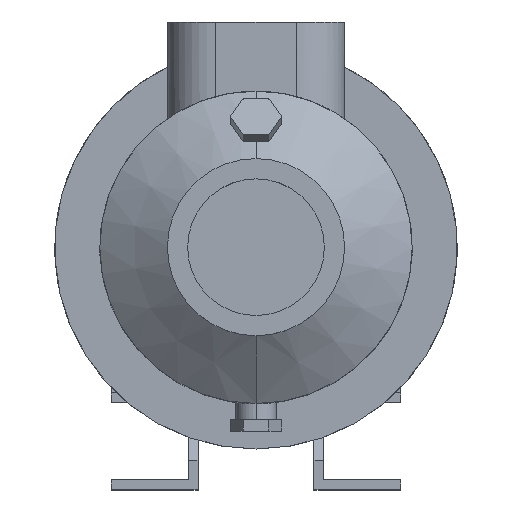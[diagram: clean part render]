
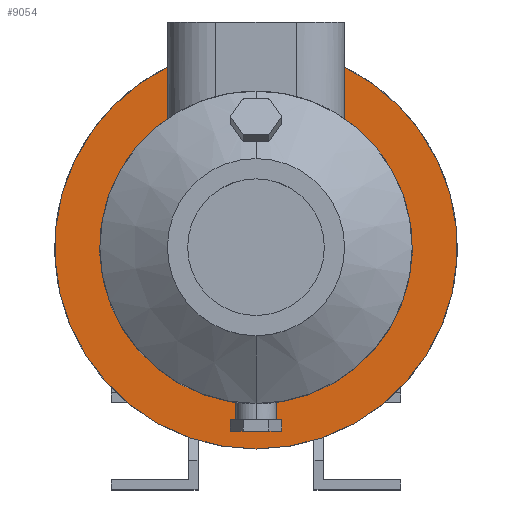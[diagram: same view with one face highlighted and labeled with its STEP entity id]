
A CAD part, top view. The second image highlights one B-rep face of the part: STEP entity #9054.
In plain terms, the highlighted planar face has unit normal (0, 0, 1).
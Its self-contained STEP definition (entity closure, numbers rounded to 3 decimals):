
#401 = CARTESIAN_POINT ( 'NONE',  ( 55., 112.25, -58. ) ) ;
#578 = CARTESIAN_POINT ( 'NONE',  ( 0., -125., -58. ) ) ;
#583 = LINE ( 'NONE', #3282, #10904 ) ;
#586 = ORIENTED_EDGE ( 'NONE', *, *, #1205, .F. ) ;
#1116 = DIRECTION ( 'NONE',  ( 0., 1., 0. ) ) ;
#1183 = VERTEX_POINT ( 'NONE', #3039 ) ;
#1205 = EDGE_CURVE ( 'NONE', #1309, #2338, #583, .T. ) ;
#1230 = ORIENTED_EDGE ( 'NONE', *, *, #3003, .F. ) ;
#1309 = VERTEX_POINT ( 'NONE', #10952 ) ;
#1337 = CIRCLE ( 'NONE', #9179, 125. ) ;
#1526 = ORIENTED_EDGE ( 'NONE', *, *, #7007, .F. ) ;
#1658 = ORIENTED_EDGE ( 'NONE', *, *, #7974, .T. ) ;
#1939 = EDGE_LOOP ( 'NONE', ( #1526, #586, #11842, #6470, #1658, #1230 ) ) ;
#1960 = CIRCLE ( 'NONE', #3344, 97. ) ;
#2037 = CARTESIAN_POINT ( 'NONE',  ( 0., 0., -58. ) ) ;
#2297 = CARTESIAN_POINT ( 'NONE',  ( 0., 97., -58. ) ) ;
#2338 = VERTEX_POINT ( 'NONE', #401 ) ;
#2661 = AXIS2_PLACEMENT_3D ( 'NONE', #5093, #6937, #10673 ) ;
#2767 = DIRECTION ( 'NONE',  ( 0., 0., -1. ) ) ;
#3003 = EDGE_CURVE ( 'NONE', #5637, #1183, #1337, .T. ) ;
#3039 = CARTESIAN_POINT ( 'NONE',  ( -55., 112.25, -58. ) ) ;
#3232 = CARTESIAN_POINT ( 'NONE',  ( -55., 79.9, -58. ) ) ;
#3282 = CARTESIAN_POINT ( 'NONE',  ( 55., -125.002, -58. ) ) ;
#3344 = AXIS2_PLACEMENT_3D ( 'NONE', #5541, #9461, #1116 ) ;
#3627 = DIRECTION ( 'NONE',  ( 0., 1., 0. ) ) ;
#4034 = CARTESIAN_POINT ( 'NONE',  ( -55., -125.002, -58. ) ) ;
#4677 = DIRECTION ( 'NONE',  ( 0., 0., -1. ) ) ;
#4773 = AXIS2_PLACEMENT_3D ( 'NONE', #2297, #5982, #10702 ) ;
#4956 = LINE ( 'NONE', #4034, #5742 ) ;
#5093 = CARTESIAN_POINT ( 'NONE',  ( 0., 0., -58. ) ) ;
#5541 = CARTESIAN_POINT ( 'NONE',  ( 0., 0., -58. ) ) ;
#5637 = VERTEX_POINT ( 'NONE', #578 ) ;
#5742 = VECTOR ( 'NONE', #7781, 1000. ) ;
#5827 = EDGE_CURVE ( 'NONE', #11330, #8737, #1960, .T. ) ;
#5982 = DIRECTION ( 'NONE',  ( 0., 0., 1. ) ) ;
#6470 = ORIENTED_EDGE ( 'NONE', *, *, #5827, .T. ) ;
#6509 = CARTESIAN_POINT ( 'NONE',  ( 0., 0., -58. ) ) ;
#6937 = DIRECTION ( 'NONE',  ( 0., 0., -1. ) ) ;
#7007 = EDGE_CURVE ( 'NONE', #2338, #5637, #8660, .T. ) ;
#7781 = DIRECTION ( 'NONE',  ( 0., 1., 0. ) ) ;
#7957 = CIRCLE ( 'NONE', #2661, 97. ) ;
#7974 = EDGE_CURVE ( 'NONE', #8737, #1183, #4956, .T. ) ;
#8606 = DIRECTION ( 'NONE',  ( 0., 1., 0. ) ) ;
#8660 = CIRCLE ( 'NONE', #11976, 125. ) ;
#8737 = VERTEX_POINT ( 'NONE', #3232 ) ;
#8744 = FACE_OUTER_BOUND ( 'NONE', #1939, .T. ) ;
#8808 = PLANE ( 'NONE',  #4773 ) ;
#9054 = ADVANCED_FACE ( 'NONE', ( #8744 ), #8808, .T. ) ;
#9179 = AXIS2_PLACEMENT_3D ( 'NONE', #6509, #2767, #3627 ) ;
#9461 = DIRECTION ( 'NONE',  ( 0., 0., -1. ) ) ;
#9783 = DIRECTION ( 'NONE',  ( 0., 1., 0. ) ) ;
#9986 = CARTESIAN_POINT ( 'NONE',  ( 0., -97., -58. ) ) ;
#10673 = DIRECTION ( 'NONE',  ( 0., 1., 0. ) ) ;
#10702 = DIRECTION ( 'NONE',  ( 0., -1., 0. ) ) ;
#10904 = VECTOR ( 'NONE', #9783, 1000. ) ;
#10952 = CARTESIAN_POINT ( 'NONE',  ( 55., 79.9, -58. ) ) ;
#11042 = EDGE_CURVE ( 'NONE', #1309, #11330, #7957, .T. ) ;
#11330 = VERTEX_POINT ( 'NONE', #9986 ) ;
#11842 = ORIENTED_EDGE ( 'NONE', *, *, #11042, .T. ) ;
#11976 = AXIS2_PLACEMENT_3D ( 'NONE', #2037, #4677, #8606 ) ;
